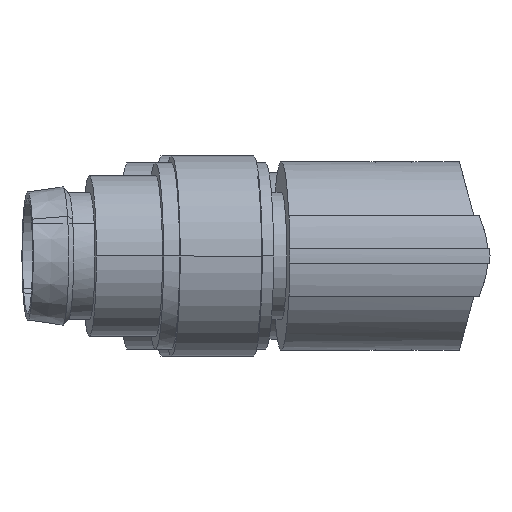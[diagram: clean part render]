
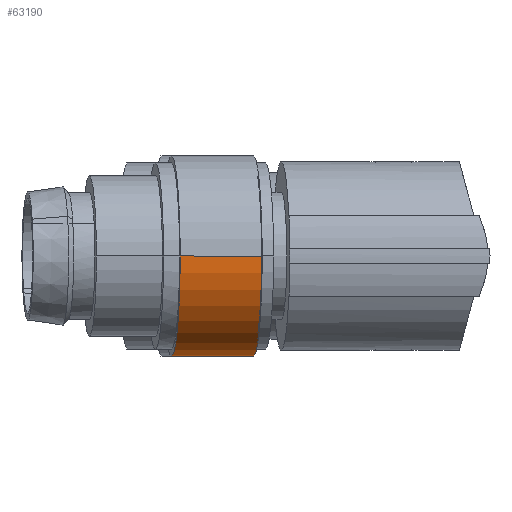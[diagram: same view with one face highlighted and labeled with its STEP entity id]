
A CAD part, left-side view. The second image highlights one B-rep face of the part: STEP entity #63190.
In plain terms, the highlighted cylindrical face has radius 5 mm (diameter 10 mm), a partial arc.
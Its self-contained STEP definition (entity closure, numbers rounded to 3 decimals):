
#62650=CARTESIAN_POINT('',(0.,6.983,
-23.28));
#62660=DIRECTION('',(0.,-0.996,
0.087));
#62670=DIRECTION('',(0.,0.087,
0.996));
#62680=AXIS2_PLACEMENT_3D('',#62650,#62660,#62670);
#62690=CIRCLE('',#62680,5.);
#62700=CARTESIAN_POINT('',(0.,7.419,
-18.299));
#62710=VERTEX_POINT('',#62700);
#62720=CARTESIAN_POINT('',(0.,6.548,
-28.261));
#62730=VERTEX_POINT('',#62720);
#62760=EDGE_CURVE('',#62730,#62710,#62690,.T.);
#62880=CARTESIAN_POINT('',(0.,6.983,
-23.28));
#62890=DIRECTION('',(0.,-0.996,
0.087));
#62900=DIRECTION('',(0.,0.087,
0.996));
#62910=AXIS2_PLACEMENT_3D('',#62880,#62890,#62900);
#62920=CYLINDRICAL_SURFACE('',#62910,5.);
#62930=CARTESIAN_POINT('',(0.,6.548,
-28.261));
#62940=DIRECTION('',(0.,-0.996,
0.087));
#62950=VECTOR('',#62940,1.);
#62960=LINE('',#62930,#62950);
#62970=CARTESIAN_POINT('',(0.,10.632,
-28.619));
#62980=VERTEX_POINT('',#62970);
#62990=EDGE_CURVE('',#62980,#62730,#62960,.T.);
#63000=ORIENTED_EDGE('',*,*,#62990,.F.);
#63010=ORIENTED_EDGE('',*,*,#62760,.F.);
#63020=CARTESIAN_POINT('',(0.,7.419,
-18.299));
#63030=DIRECTION('',(0.,-0.996,
0.087));
#63040=VECTOR('',#63030,1.);
#63050=LINE('',#63020,#63040);
#63060=CARTESIAN_POINT('',(0.,11.504,
-18.657));
#63070=VERTEX_POINT('',#63060);
#63080=EDGE_CURVE('',#63070,#62710,#63050,.T.);
#63090=ORIENTED_EDGE('',*,*,#63080,.T.);
#63100=CARTESIAN_POINT('',(0.,11.068,
-23.638));
#63110=DIRECTION('',(0.,-0.996,
0.087));
#63120=DIRECTION('',(0.,0.087,
0.996));
#63130=AXIS2_PLACEMENT_3D('',#63100,#63110,#63120);
#63140=CIRCLE('',#63130,5.);
#63150=EDGE_CURVE('',#62980,#63070,#63140,.T.);
#63160=ORIENTED_EDGE('',*,*,#63150,.T.);
#63170=EDGE_LOOP('',(#63160,#63090,#63010,#63000));
#63180=FACE_OUTER_BOUND('',#63170,.T.);
#63190=ADVANCED_FACE('',(#63180),#62920,.T.);
